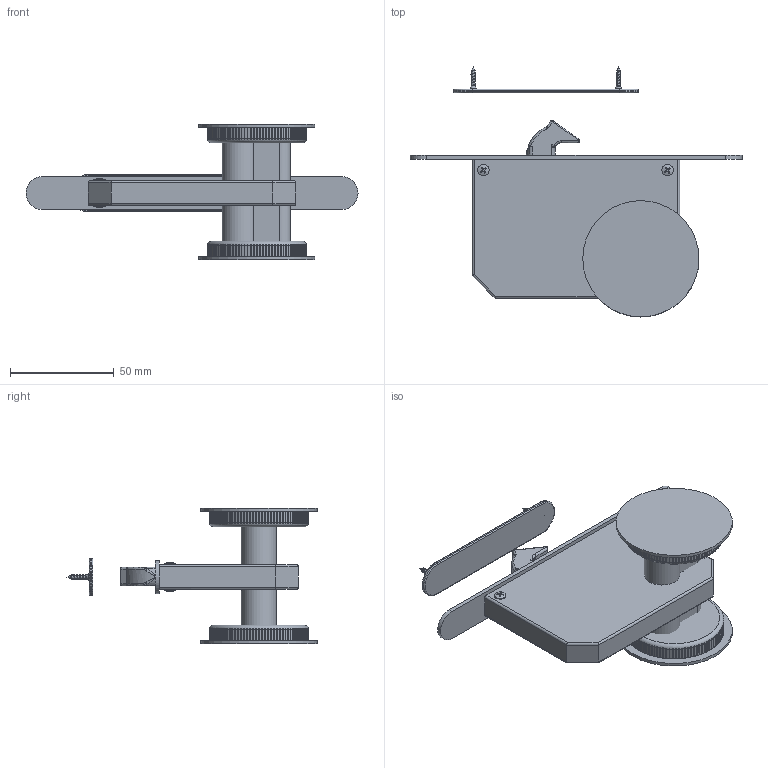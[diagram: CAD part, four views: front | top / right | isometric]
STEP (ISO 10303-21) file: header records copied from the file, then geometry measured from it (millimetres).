
FILE_DESCRIPTION(/* description */ (''),/* implementation_level */ '2;1');
FILE_NAME(/* name */ '0942C.stp',/* time_stamp */ '2022-06-29T15:27:18+02:00',/* author */ ('Giuliano'),/* organization */ (''),/* preprocessor_version */ 'ST-DEVELOPER v18.1',/* originating_system */ 'Autodesk Inventor 2021',/* authorisation */ '');
FILE_SCHEMA (('AUTOMOTIVE_DESIGN { 1 0 10303 214 3 1 1 }'));
Products named in the file (1): Pièce1
Bounding box: 160 x 120.5 x 65.4 mm (x, y, z)
Volume: 143996.8 mm3; surface area: 43981.7 mm2
Topology: 12 solids, 12 shells, 1318 faces, 3845 edges, 2540 vertices
Faces by surface type: plane 897, cylinder 296, cone 52, torus 36, bspline 31, sphere 6
Full cylindrical faces by diameter (mm): 1.7 x10, 1.718 x4, 2.9 x8, 4.134 x1, 5.5 x6, 15 x2, 56 x2
Entity records: 56741 total; most frequent: CARTESIAN_POINT 22285, ORIENTED_EDGE 7656, DIRECTION 6747, EDGE_CURVE 3828, VERTEX_POINT 2540, LINE 2299, VECTOR 2299, AXIS2_PLACEMENT_3D 2224
